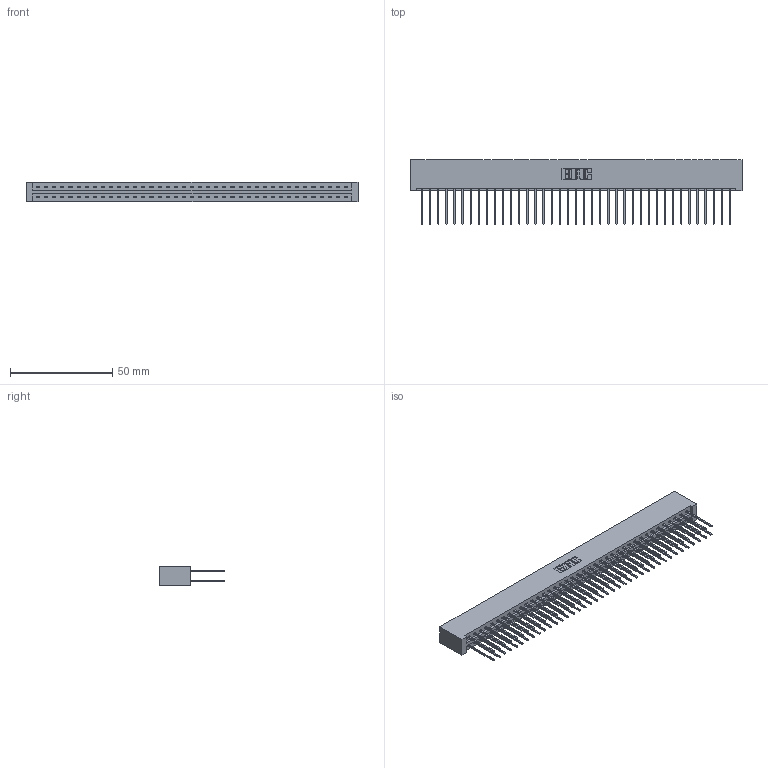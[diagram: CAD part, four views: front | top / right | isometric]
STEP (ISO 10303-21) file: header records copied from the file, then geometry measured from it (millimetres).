
FILE_DESCRIPTION (( 'STEP AP203' ), '1' );
FILE_NAME ('387-078-542-201.STEP', '2019-10-22T06:10:02', ( '' ), ( '' ), 'SwSTEP 2.0', 'SolidWorks 2016', '' );
FILE_SCHEMA (( 'CONFIG_CONTROL_DESIGN' ));
Length unit declared in the file: inch
Products named in the file (3): 337 Part_No Mounting Lugs; 345-292-001_345-293-142; 387-078-542-201
Assembly tree (79 placements, depth 2):
  387-078-542-201
    337 Part_No Mounting Lugs
    345-292-001_345-293-142  x78
Bounding box: 162.41 x 31.63 x 9.4 mm (x, y, z)
Volume: 18200.2 mm3; surface area: 22415 mm2
Topology: 79 solids, 79 shells, 4318 faces, 12845 edges, 8458 vertices
Faces by surface type: plane 3030, cylinder 1288
Entity records: 30367 total; most frequent: CARTESIAN_POINT 5118, ORIENTED_EDGE 5054, DIRECTION 4351, EDGE_CURVE 2527, VECTOR 2407, LINE 2407, VERTEX_POINT 1682, AXIS2_PLACEMENT_3D 972
